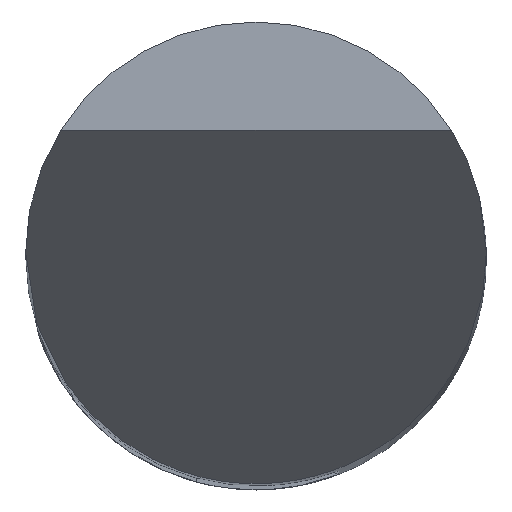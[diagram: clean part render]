
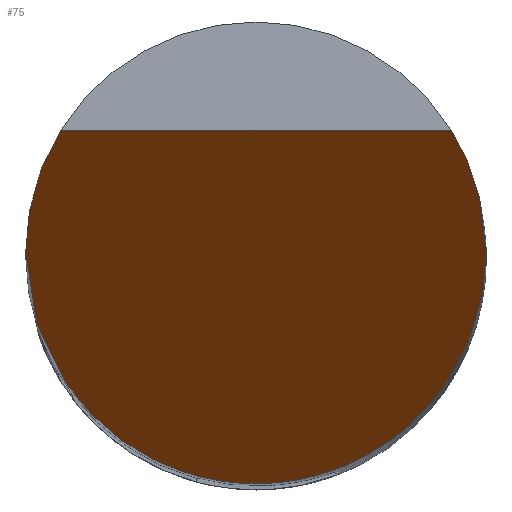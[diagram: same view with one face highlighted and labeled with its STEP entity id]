
A CAD part, top view. The second image highlights one B-rep face of the part: STEP entity #75.
In plain terms, the highlighted planar face has unit normal (0, -0.866, 0.5).
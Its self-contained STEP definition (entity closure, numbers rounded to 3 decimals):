
#56=PLANE('',#556);
#75=ADVANCED_FACE('',(#108),#56,.F.);
#108=FACE_OUTER_BOUND('',#135,.T.);
#135=EDGE_LOOP('',(#264,#265,#266,#267));
#189=LINE('',#887,#209);
#209=VECTOR('',#631,1.);
#264=ORIENTED_EDGE('',*,*,#408,.T.);
#265=ORIENTED_EDGE('',*,*,#422,.T.);
#266=ORIENTED_EDGE('',*,*,#410,.T.);
#267=ORIENTED_EDGE('',*,*,#441,.T.);
#360=VERTEX_POINT('',#741);
#361=VERTEX_POINT('',#746);
#362=VERTEX_POINT('',#748);
#363=VERTEX_POINT('',#753);
#408=EDGE_CURVE('',#361,#360,#500,.T.);
#410=EDGE_CURVE('',#363,#362,#501,.T.);
#422=EDGE_CURVE('',#360,#363,#505,.T.);
#441=EDGE_CURVE('',#362,#361,#189,.T.);
#500=(
BOUNDED_CURVE()
B_SPLINE_CURVE(3,(#742,#743,#744,#745),.UNSPECIFIED.,.F.,.F.)
B_SPLINE_CURVE_WITH_KNOTS((4,4),(0.,1.),.UNSPECIFIED.)
CURVE()
GEOMETRIC_REPRESENTATION_ITEM()
RATIONAL_B_SPLINE_CURVE((1.,0.974,0.974,1.))
REPRESENTATION_ITEM('')
);
#501=(
BOUNDED_CURVE()
B_SPLINE_CURVE(3,(#749,#750,#751,#752),.UNSPECIFIED.,.F.,.F.)
B_SPLINE_CURVE_WITH_KNOTS((4,4),(0.,1.),.UNSPECIFIED.)
CURVE()
GEOMETRIC_REPRESENTATION_ITEM()
RATIONAL_B_SPLINE_CURVE((1.,0.974,0.974,1.))
REPRESENTATION_ITEM('')
);
#505=(
BOUNDED_CURVE()
B_SPLINE_CURVE(3,(#812,#813,#814,#815),.UNSPECIFIED.,.F.,.F.)
B_SPLINE_CURVE_WITH_KNOTS((4,4),(0.,1.),.UNSPECIFIED.)
CURVE()
GEOMETRIC_REPRESENTATION_ITEM()
RATIONAL_B_SPLINE_CURVE((1.,0.333,0.333,1.))
REPRESENTATION_ITEM('')
);
#556=AXIS2_PLACEMENT_3D('',#889,#634,#635);
#631=DIRECTION('',(-1.,0.,0.));
#634=DIRECTION('',(0.,0.866,-0.5));
#635=DIRECTION('',(0.,0.5,0.866));
#741=CARTESIAN_POINT('',(-3.,0.,0.));
#742=CARTESIAN_POINT('',(-2.545,1.588,2.75));
#743=CARTESIAN_POINT('',(-2.844,1.108,1.92));
#744=CARTESIAN_POINT('',(-3.,0.565,0.979));
#745=CARTESIAN_POINT('',(-3.,0.,0.));
#746=CARTESIAN_POINT('',(-2.545,1.588,2.75));
#748=CARTESIAN_POINT('',(2.545,1.588,2.75));
#749=CARTESIAN_POINT('',(3.,0.,0.));
#750=CARTESIAN_POINT('',(3.,0.565,0.979));
#751=CARTESIAN_POINT('',(2.844,1.108,1.92));
#752=CARTESIAN_POINT('',(2.545,1.588,2.75));
#753=CARTESIAN_POINT('',(3.,0.,0.));
#812=CARTESIAN_POINT('',(-3.,0.,0.));
#813=CARTESIAN_POINT('',(-3.,-6.,-10.392));
#814=CARTESIAN_POINT('',(3.,-6.,-10.392));
#815=CARTESIAN_POINT('',(3.,0.,0.));
#887=CARTESIAN_POINT('',(0.,1.588,2.75));
#889=CARTESIAN_POINT('',(3.,-3.,-5.196));
